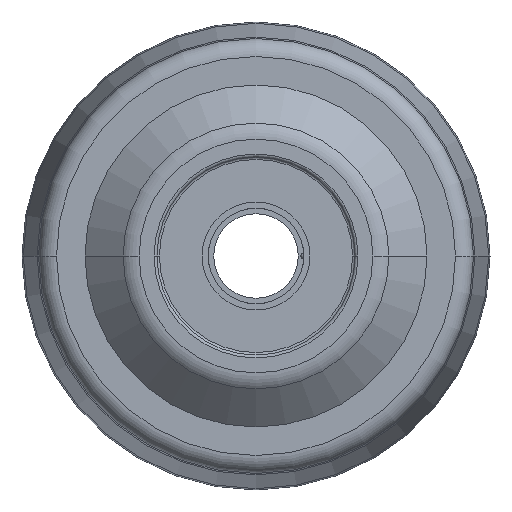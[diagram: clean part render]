
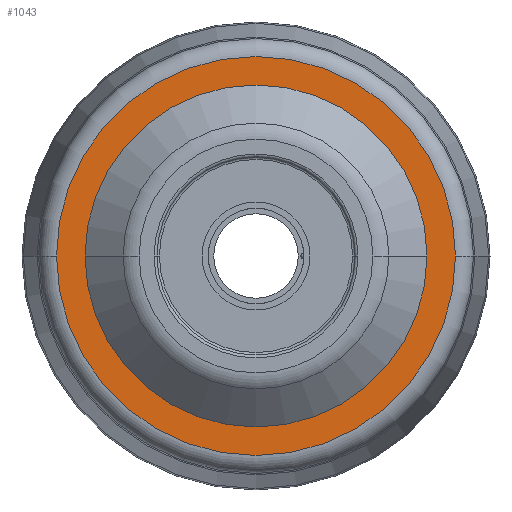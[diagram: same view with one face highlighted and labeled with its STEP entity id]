
A CAD part, left-side view. The second image highlights one B-rep face of the part: STEP entity #1043.
In plain terms, the highlighted planar face has unit normal (-1, 0, 0).
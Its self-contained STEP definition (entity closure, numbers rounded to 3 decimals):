
#40 = AXIS2_PLACEMENT_3D ( 'NONE', #688, #1058, #890 ) ;
#110 = EDGE_CURVE ( 'NONE', #1873, #2047, #725, .T. ) ;
#155 = DIRECTION ( 'NONE',  ( -1., 0., 0. ) ) ;
#232 = DIRECTION ( 'NONE',  ( -1., 0., 0. ) ) ;
#245 = FACE_OUTER_BOUND ( 'NONE', #2067, .T. ) ;
#250 = CARTESIAN_POINT ( 'NONE',  ( -85.8, -28.5, 0. ) ) ;
#347 = CARTESIAN_POINT ( 'NONE',  ( -85.8, 0., 0. ) ) ;
#424 = ORIENTED_EDGE ( 'NONE', *, *, #460, .T. ) ;
#460 = EDGE_CURVE ( 'NONE', #1423, #2086, #2142, .T. ) ;
#479 = DIRECTION ( 'NONE',  ( 1., 0., 0. ) ) ;
#512 = CARTESIAN_POINT ( 'NONE',  ( -85.8, -33.25, 0. ) ) ;
#688 = CARTESIAN_POINT ( 'NONE',  ( -85.8, 0., 0. ) ) ;
#725 = CIRCLE ( 'NONE', #2022, 28.5 ) ;
#798 = PLANE ( 'NONE',  #2099 ) ;
#844 = ORIENTED_EDGE ( 'NONE', *, *, #1902, .T. ) ;
#890 = DIRECTION ( 'NONE',  ( 0., -1., 0. ) ) ;
#1043 = ADVANCED_FACE ( 'NONE', ( #245, #1142 ), #798, .T. ) ;
#1058 = DIRECTION ( 'NONE',  ( -1., 0., 0. ) ) ;
#1060 = CIRCLE ( 'NONE', #2055, 28.5 ) ;
#1125 = DIRECTION ( 'NONE',  ( 1., 0., 0. ) ) ;
#1142 = FACE_BOUND ( 'NONE', #1832, .T. ) ;
#1223 = CARTESIAN_POINT ( 'NONE',  ( -85.8, 0., 0. ) ) ;
#1269 = EDGE_CURVE ( 'NONE', #2047, #1873, #1060, .T. ) ;
#1292 = CARTESIAN_POINT ( 'NONE',  ( -85.8, 0., 0. ) ) ;
#1381 = CIRCLE ( 'NONE', #40, 33.25 ) ;
#1423 = VERTEX_POINT ( 'NONE', #512 ) ;
#1484 = DIRECTION ( 'NONE',  ( 0., -1., 0. ) ) ;
#1492 = DIRECTION ( 'NONE',  ( 0., 1., 0. ) ) ;
#1706 = DIRECTION ( 'NONE',  ( 0., 1., 0. ) ) ;
#1713 = CARTESIAN_POINT ( 'NONE',  ( -85.8, 28.5, 0. ) ) ;
#1832 = EDGE_LOOP ( 'NONE', ( #2277, #1903 ) ) ;
#1836 = CARTESIAN_POINT ( 'NONE',  ( -85.8, 33.25, 0. ) ) ;
#1843 = CARTESIAN_POINT ( 'NONE',  ( -85.8, 36.25, 0. ) ) ;
#1873 = VERTEX_POINT ( 'NONE', #1713 ) ;
#1902 = EDGE_CURVE ( 'NONE', #2086, #1423, #1381, .T. ) ;
#1903 = ORIENTED_EDGE ( 'NONE', *, *, #1269, .T. ) ;
#2022 = AXIS2_PLACEMENT_3D ( 'NONE', #1292, #1125, #1492 ) ;
#2047 = VERTEX_POINT ( 'NONE', #250 ) ;
#2055 = AXIS2_PLACEMENT_3D ( 'NONE', #1223, #479, #1706 ) ;
#2067 = EDGE_LOOP ( 'NONE', ( #424, #844 ) ) ;
#2086 = VERTEX_POINT ( 'NONE', #1836 ) ;
#2099 = AXIS2_PLACEMENT_3D ( 'NONE', #1843, #232, #1484 ) ;
#2123 = DIRECTION ( 'NONE',  ( 0., -1., 0. ) ) ;
#2142 = CIRCLE ( 'NONE', #2186, 33.25 ) ;
#2186 = AXIS2_PLACEMENT_3D ( 'NONE', #347, #155, #2123 ) ;
#2277 = ORIENTED_EDGE ( 'NONE', *, *, #110, .T. ) ;
